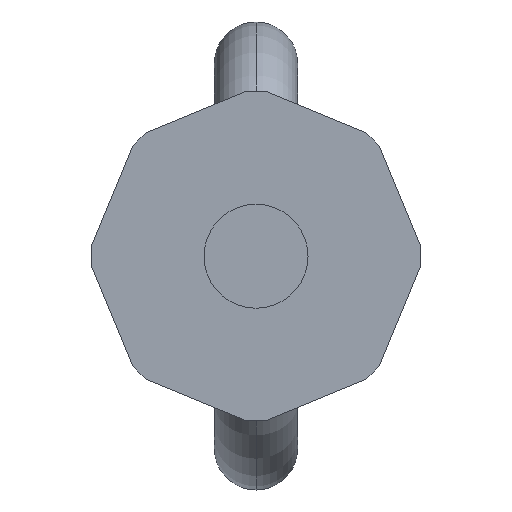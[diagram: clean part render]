
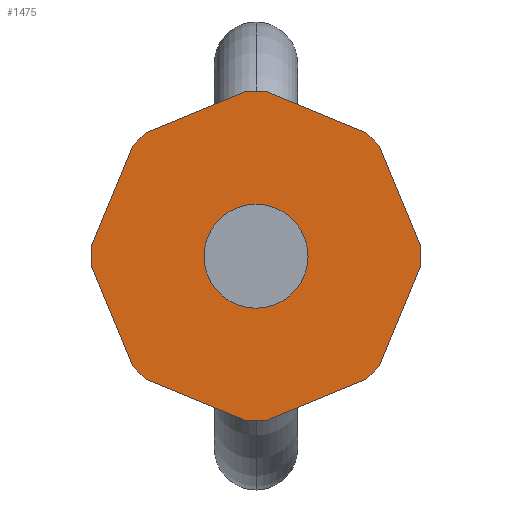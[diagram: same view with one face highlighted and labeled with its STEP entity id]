
A CAD part, front view. The second image highlights one B-rep face of the part: STEP entity #1475.
In plain terms, the highlighted planar face has unit normal (0, -1, 0).
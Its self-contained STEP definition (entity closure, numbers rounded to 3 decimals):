
#336=DIRECTION('',(-1.,0.,0.));
#337=VECTOR('',#336,1.848);
#338=CARTESIAN_POINT('',(0.924,-32.,15.853));
#339=LINE('',#338,#337);
#340=DIRECTION('',(-0.924,0.,0.383));
#341=VECTOR('',#340,10.426);
#342=CARTESIAN_POINT('',(10.557,-32.,11.863));
#343=LINE('',#342,#341);
#344=DIRECTION('',(-0.707,0.,0.707));
#345=VECTOR('',#344,1.848);
#346=CARTESIAN_POINT('',(11.863,-32.,10.557));
#347=LINE('',#346,#345);
#348=DIRECTION('',(-0.383,0.,0.924));
#349=VECTOR('',#348,10.426);
#350=CARTESIAN_POINT('',(15.853,-32.,0.924));
#351=LINE('',#350,#349);
#352=DIRECTION('',(0.,0.,1.));
#353=VECTOR('',#352,1.848);
#354=CARTESIAN_POINT('',(15.853,-32.,-0.924));
#355=LINE('',#354,#353);
#356=DIRECTION('',(0.383,0.,0.924));
#357=VECTOR('',#356,10.426);
#358=CARTESIAN_POINT('',(11.863,-32.,-10.557));
#359=LINE('',#358,#357);
#360=DIRECTION('',(0.707,0.,0.707));
#361=VECTOR('',#360,1.848);
#362=CARTESIAN_POINT('',(10.557,-32.,-11.863));
#363=LINE('',#362,#361);
#364=DIRECTION('',(0.924,0.,0.383));
#365=VECTOR('',#364,10.426);
#366=CARTESIAN_POINT('',(0.924,-32.,-15.853));
#367=LINE('',#366,#365);
#368=DIRECTION('',(1.,0.,0.));
#369=VECTOR('',#368,1.848);
#370=CARTESIAN_POINT('',(-0.924,-32.,-15.853));
#371=LINE('',#370,#369);
#372=DIRECTION('',(0.924,0.,-0.383));
#373=VECTOR('',#372,10.426);
#374=CARTESIAN_POINT('',(-10.557,-32.,-11.863));
#375=LINE('',#374,#373);
#376=DIRECTION('',(0.707,0.,-0.707));
#377=VECTOR('',#376,1.848);
#378=CARTESIAN_POINT('',(-11.863,-32.,-10.557));
#379=LINE('',#378,#377);
#380=DIRECTION('',(0.383,0.,-0.924));
#381=VECTOR('',#380,10.426);
#382=CARTESIAN_POINT('',(-15.853,-32.,-0.924));
#383=LINE('',#382,#381);
#384=DIRECTION('',(0.,0.,-1.));
#385=VECTOR('',#384,1.848);
#386=CARTESIAN_POINT('',(-15.853,-32.,0.924));
#387=LINE('',#386,#385);
#388=DIRECTION('',(-0.383,0.,-0.924));
#389=VECTOR('',#388,10.426);
#390=CARTESIAN_POINT('',(-11.863,-32.,10.557));
#391=LINE('',#390,#389);
#392=DIRECTION('',(-0.707,0.,-0.707));
#393=VECTOR('',#392,1.848);
#394=CARTESIAN_POINT('',(-10.557,-32.,11.863));
#395=LINE('',#394,#393);
#396=DIRECTION('',(-0.924,0.,-0.383));
#397=VECTOR('',#396,10.426);
#398=CARTESIAN_POINT('',(-0.924,-32.,15.853));
#399=LINE('',#398,#397);
#400=CARTESIAN_POINT('',(0.,-32.,-0.022));
#401=DIRECTION('',(0.,-1.,0.));
#402=DIRECTION('',(1.,0.,0.));
#403=AXIS2_PLACEMENT_3D('',#400,#401,#402);
#405=CARTESIAN_POINT('',(0.,-32.,-0.022));
#406=DIRECTION('',(0.,-1.,0.));
#407=DIRECTION('',(-1.,0.,0.));
#408=AXIS2_PLACEMENT_3D('',#405,#406,#407);
#799=CARTESIAN_POINT('',(0.924,-32.,15.853));
#800=VERTEX_POINT('',#799);
#801=CARTESIAN_POINT('',(-0.924,-32.,15.853));
#802=VERTEX_POINT('',#801);
#807=CARTESIAN_POINT('',(-10.557,-32.,11.863));
#808=VERTEX_POINT('',#807);
#809=CARTESIAN_POINT('',(-11.863,-32.,10.557));
#810=VERTEX_POINT('',#809);
#815=CARTESIAN_POINT('',(-15.853,-32.,0.924));
#816=VERTEX_POINT('',#815);
#817=CARTESIAN_POINT('',(-15.853,-32.,-0.924));
#818=VERTEX_POINT('',#817);
#823=CARTESIAN_POINT('',(11.863,-32.,10.557));
#824=VERTEX_POINT('',#823);
#825=CARTESIAN_POINT('',(10.557,-32.,11.863));
#826=VERTEX_POINT('',#825);
#831=CARTESIAN_POINT('',(15.853,-32.,-0.924));
#832=VERTEX_POINT('',#831);
#833=CARTESIAN_POINT('',(15.853,-32.,0.924));
#834=VERTEX_POINT('',#833);
#839=CARTESIAN_POINT('',(-11.863,-32.,-10.557));
#840=VERTEX_POINT('',#839);
#841=CARTESIAN_POINT('',(-10.557,-32.,-11.863));
#842=VERTEX_POINT('',#841);
#847=CARTESIAN_POINT('',(-0.924,-32.,-15.853));
#848=VERTEX_POINT('',#847);
#849=CARTESIAN_POINT('',(0.924,-32.,-15.853));
#850=VERTEX_POINT('',#849);
#855=CARTESIAN_POINT('',(10.557,-32.,-11.863));
#856=VERTEX_POINT('',#855);
#857=CARTESIAN_POINT('',(11.863,-32.,-10.557));
#858=VERTEX_POINT('',#857);
#863=CARTESIAN_POINT('',(5.,-32.,-0.022));
#864=CARTESIAN_POINT('',(-5.,-32.,-0.022));
#865=VERTEX_POINT('',#863);
#866=VERTEX_POINT('',#864);
#1446=CARTESIAN_POINT('',(0.,-32.,0.));
#1447=DIRECTION('',(0.,-1.,0.));
#1448=DIRECTION('',(1.,0.,0.));
#1449=AXIS2_PLACEMENT_3D('',#1446,#1447,#1448);
#1450=PLANE('',#1449);
#1451=ORIENTED_EDGE('',*,*,#1230,.F.);
#1452=ORIENTED_EDGE('',*,*,#1246,.F.);
#1453=ORIENTED_EDGE('',*,*,#1259,.F.);
#1454=ORIENTED_EDGE('',*,*,#1274,.F.);
#1455=ORIENTED_EDGE('',*,*,#1287,.F.);
#1456=ORIENTED_EDGE('',*,*,#1302,.F.);
#1457=ORIENTED_EDGE('',*,*,#1315,.F.);
#1458=ORIENTED_EDGE('',*,*,#1328,.F.);
#1459=ORIENTED_EDGE('',*,*,#1343,.F.);
#1460=ORIENTED_EDGE('',*,*,#1356,.F.);
#1461=ORIENTED_EDGE('',*,*,#1371,.F.);
#1462=ORIENTED_EDGE('',*,*,#1384,.F.);
#1463=ORIENTED_EDGE('',*,*,#1399,.F.);
#1464=ORIENTED_EDGE('',*,*,#1412,.F.);
#1465=ORIENTED_EDGE('',*,*,#1427,.F.);
#1466=ORIENTED_EDGE('',*,*,#1439,.F.);
#1467=EDGE_LOOP('',(#1451,#1452,#1453,#1454,#1455,#1456,#1457,#1458,#1459,#1460,
#1461,#1462,#1463,#1464,#1465,#1466));
#1468=FACE_OUTER_BOUND('',#1467,.F.);
#1470=ORIENTED_EDGE('',*,*,#1469,.T.);
#1472=ORIENTED_EDGE('',*,*,#1471,.T.);
#1473=EDGE_LOOP('',(#1470,#1472));
#1474=FACE_BOUND('',#1473,.F.);
#1475=ADVANCED_FACE('',(#1468,#1474),#1450,.T.);
#404=CIRCLE('',#403,5.);
#409=CIRCLE('',#408,5.);
#1230=EDGE_CURVE('',#800,#802,#339,.T.);
#1246=EDGE_CURVE('',#826,#800,#343,.T.);
#1259=EDGE_CURVE('',#824,#826,#347,.T.);
#1274=EDGE_CURVE('',#834,#824,#351,.T.);
#1287=EDGE_CURVE('',#832,#834,#355,.T.);
#1302=EDGE_CURVE('',#858,#832,#359,.T.);
#1315=EDGE_CURVE('',#856,#858,#363,.T.);
#1328=EDGE_CURVE('',#850,#856,#367,.T.);
#1343=EDGE_CURVE('',#848,#850,#371,.T.);
#1356=EDGE_CURVE('',#842,#848,#375,.T.);
#1371=EDGE_CURVE('',#840,#842,#379,.T.);
#1384=EDGE_CURVE('',#818,#840,#383,.T.);
#1399=EDGE_CURVE('',#816,#818,#387,.T.);
#1412=EDGE_CURVE('',#810,#816,#391,.T.);
#1427=EDGE_CURVE('',#808,#810,#395,.T.);
#1439=EDGE_CURVE('',#802,#808,#399,.T.);
#1469=EDGE_CURVE('',#865,#866,#404,.T.);
#1471=EDGE_CURVE('',#866,#865,#409,.T.);
